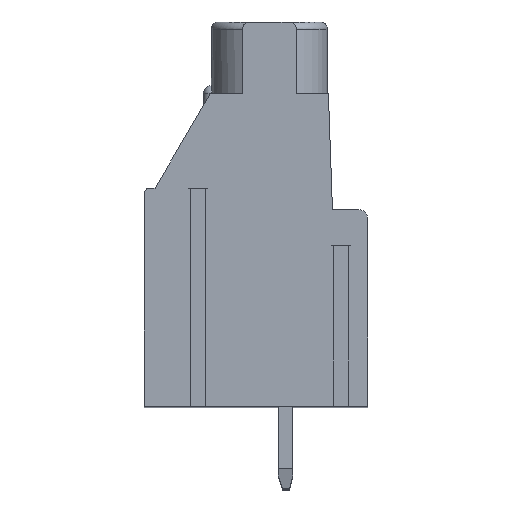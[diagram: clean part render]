
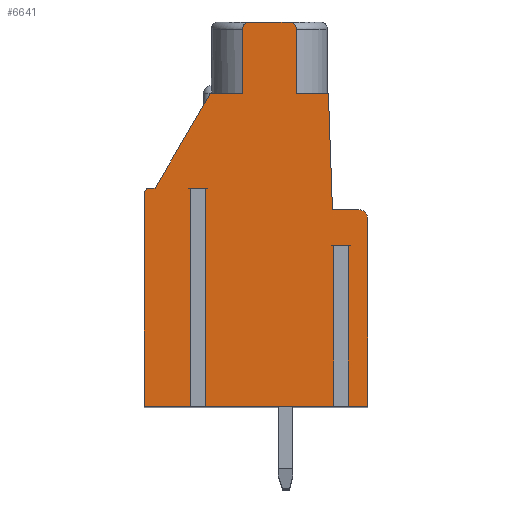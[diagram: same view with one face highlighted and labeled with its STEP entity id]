
A CAD part, top view. The second image highlights one B-rep face of the part: STEP entity #6641.
In plain terms, the highlighted planar face has unit normal (0, 0, 1).
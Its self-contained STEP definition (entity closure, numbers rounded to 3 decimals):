
#27=DIRECTION('',(-1.,0.,0.));
#28=VECTOR('',#27,0.82);
#29=CARTESIAN_POINT('',(-2.09,1.2,49.53));
#30=LINE('',#29,#28);
#31=DIRECTION('',(0.,1.,0.));
#32=VECTOR('',#31,12.2);
#33=CARTESIAN_POINT('',(-2.91,-11.,49.53));
#34=LINE('',#33,#32);
#35=DIRECTION('',(1.,0.,0.));
#36=VECTOR('',#35,2.59);
#37=CARTESIAN_POINT('',(-5.5,-11.,49.53));
#38=LINE('',#37,#36);
#39=DIRECTION('',(0.,-1.,0.));
#40=VECTOR('',#39,11.9);
#41=CARTESIAN_POINT('',(-5.5,0.9,49.53));
#42=LINE('',#41,#40);
#43=CARTESIAN_POINT('',(-5.2,0.9,49.53));
#44=DIRECTION('',(0.,0.,1.));
#45=DIRECTION('',(0.,1.,0.));
#46=AXIS2_PLACEMENT_3D('',#43,#44,#45);
#48=DIRECTION('',(-1.,0.,0.));
#49=VECTOR('',#48,0.3);
#50=CARTESIAN_POINT('',(-4.9,1.2,49.53));
#51=LINE('',#50,#49);
#52=DIRECTION('',(-0.505,-0.863,0.));
#53=VECTOR('',#52,6.14);
#54=CARTESIAN_POINT('',(-1.8,6.5,49.53));
#55=LINE('',#54,#53);
#56=DIRECTION('',(-1.,0.,0.));
#57=VECTOR('',#56,1.8);
#58=CARTESIAN_POINT('',(0.,6.5,49.53));
#59=LINE('',#58,#57);
#60=DIRECTION('',(0.,-1.,0.));
#61=VECTOR('',#60,3.6);
#62=CARTESIAN_POINT('',(0.,10.1,49.53));
#63=LINE('',#62,#61);
#64=CARTESIAN_POINT('',(0.4,10.1,49.53));
#65=DIRECTION('',(0.,0.,1.));
#66=DIRECTION('',(0.,1.,0.));
#67=AXIS2_PLACEMENT_3D('',#64,#65,#66);
#69=DIRECTION('',(-1.,0.,0.));
#70=VECTOR('',#69,2.2);
#71=CARTESIAN_POINT('',(2.6,10.5,49.53));
#72=LINE('',#71,#70);
#73=CARTESIAN_POINT('',(2.6,10.1,49.53));
#74=DIRECTION('',(0.,0.,1.));
#75=DIRECTION('',(1.,0.,0.));
#76=AXIS2_PLACEMENT_3D('',#73,#74,#75);
#78=DIRECTION('',(0.,1.,0.));
#79=VECTOR('',#78,3.6);
#80=CARTESIAN_POINT('',(3.,6.5,49.53));
#81=LINE('',#80,#79);
#82=DIRECTION('',(-1.,0.,0.));
#83=VECTOR('',#82,1.8);
#84=CARTESIAN_POINT('',(4.8,6.5,49.53));
#85=LINE('',#84,#83);
#86=DIRECTION('',(-0.035,0.999,0.));
#87=VECTOR('',#86,6.504);
#88=CARTESIAN_POINT('',(5.027,0.,49.53));
#89=LINE('',#88,#87);
#90=DIRECTION('',(-1.,0.,0.));
#91=VECTOR('',#90,1.473);
#92=CARTESIAN_POINT('',(6.5,0.,49.53));
#93=LINE('',#92,#91);
#94=CARTESIAN_POINT('',(6.5,-0.5,49.53));
#95=DIRECTION('',(0.,0.,1.));
#96=DIRECTION('',(1.,0.,0.));
#97=AXIS2_PLACEMENT_3D('',#94,#95,#96);
#99=DIRECTION('',(0.,1.,0.));
#100=VECTOR('',#99,10.5);
#101=CARTESIAN_POINT('',(7.,-11.,49.53));
#102=LINE('',#101,#100);
#103=DIRECTION('',(1.,0.,0.));
#104=VECTOR('',#103,1.09);
#105=CARTESIAN_POINT('',(5.91,-11.,49.53));
#106=LINE('',#105,#104);
#107=DIRECTION('',(0.,1.,0.));
#108=VECTOR('',#107,9.);
#109=CARTESIAN_POINT('',(5.91,-11.,49.53));
#110=LINE('',#109,#108);
#111=DIRECTION('',(-1.,0.,0.));
#112=VECTOR('',#111,0.82);
#113=CARTESIAN_POINT('',(5.91,-2.,49.53));
#114=LINE('',#113,#112);
#115=DIRECTION('',(0.,1.,0.));
#116=VECTOR('',#115,9.);
#117=CARTESIAN_POINT('',(5.09,-11.,49.53));
#118=LINE('',#117,#116);
#119=DIRECTION('',(1.,0.,0.));
#120=VECTOR('',#119,7.18);
#121=CARTESIAN_POINT('',(-2.09,-11.,49.53));
#122=LINE('',#121,#120);
#123=DIRECTION('',(0.,1.,0.));
#124=VECTOR('',#123,12.2);
#125=CARTESIAN_POINT('',(-2.09,-11.,49.53));
#126=LINE('',#125,#124);
#5233=CARTESIAN_POINT('',(7.,-11.,49.53));
#5234=CARTESIAN_POINT('',(7.,-0.5,49.53));
#5235=VERTEX_POINT('',#5233);
#5236=VERTEX_POINT('',#5234);
#5237=CARTESIAN_POINT('',(6.5,0.,49.53));
#5238=VERTEX_POINT('',#5237);
#5239=CARTESIAN_POINT('',(5.027,0.,49.53));
#5240=VERTEX_POINT('',#5239);
#5241=CARTESIAN_POINT('',(4.8,6.5,49.53));
#5242=VERTEX_POINT('',#5241);
#5243=CARTESIAN_POINT('',(3.,6.5,49.53));
#5244=VERTEX_POINT('',#5243);
#5245=CARTESIAN_POINT('',(3.,10.1,49.53));
#5246=VERTEX_POINT('',#5245);
#5247=CARTESIAN_POINT('',(2.6,10.5,49.53));
#5248=VERTEX_POINT('',#5247);
#5249=CARTESIAN_POINT('',(0.4,10.5,49.53));
#5250=VERTEX_POINT('',#5249);
#5251=CARTESIAN_POINT('',(0.,10.1,49.53));
#5252=VERTEX_POINT('',#5251);
#5253=CARTESIAN_POINT('',(0.,6.5,49.53));
#5254=VERTEX_POINT('',#5253);
#5255=CARTESIAN_POINT('',(-1.8,6.5,49.53));
#5256=VERTEX_POINT('',#5255);
#5257=CARTESIAN_POINT('',(-4.9,1.2,49.53));
#5258=VERTEX_POINT('',#5257);
#5259=CARTESIAN_POINT('',(-5.2,1.2,49.53));
#5260=VERTEX_POINT('',#5259);
#5261=CARTESIAN_POINT('',(-5.5,0.9,49.53));
#5262=VERTEX_POINT('',#5261);
#5263=CARTESIAN_POINT('',(-5.5,-11.,49.53));
#5264=VERTEX_POINT('',#5263);
#5385=CARTESIAN_POINT('',(5.91,-2.,49.53));
#5386=CARTESIAN_POINT('',(5.09,-2.,49.53));
#5387=VERTEX_POINT('',#5385);
#5388=VERTEX_POINT('',#5386);
#5389=CARTESIAN_POINT('',(5.09,-11.,49.53));
#5390=VERTEX_POINT('',#5389);
#5391=CARTESIAN_POINT('',(5.91,-11.,49.53));
#5392=VERTEX_POINT('',#5391);
#5409=CARTESIAN_POINT('',(-2.09,1.2,49.53));
#5410=CARTESIAN_POINT('',(-2.91,1.2,49.53));
#5411=VERTEX_POINT('',#5409);
#5412=VERTEX_POINT('',#5410);
#5413=CARTESIAN_POINT('',(-2.09,-11.,49.53));
#5414=VERTEX_POINT('',#5413);
#5415=CARTESIAN_POINT('',(-2.91,-11.,49.53));
#5416=VERTEX_POINT('',#5415);
#6586=CARTESIAN_POINT('',(0.,0.,49.53));
#6587=DIRECTION('',(0.,0.,1.));
#6588=DIRECTION('',(1.,0.,0.));
#6589=AXIS2_PLACEMENT_3D('',#6586,#6587,#6588);
#6590=PLANE('',#6589);
#6592=ORIENTED_EDGE('',*,*,#6591,.T.);
#6594=ORIENTED_EDGE('',*,*,#6593,.F.);
#6596=ORIENTED_EDGE('',*,*,#6595,.F.);
#6598=ORIENTED_EDGE('',*,*,#6597,.F.);
#6600=ORIENTED_EDGE('',*,*,#6599,.F.);
#6602=ORIENTED_EDGE('',*,*,#6601,.F.);
#6604=ORIENTED_EDGE('',*,*,#6603,.F.);
#6606=ORIENTED_EDGE('',*,*,#6605,.F.);
#6608=ORIENTED_EDGE('',*,*,#6607,.F.);
#6610=ORIENTED_EDGE('',*,*,#6609,.F.);
#6612=ORIENTED_EDGE('',*,*,#6611,.F.);
#6614=ORIENTED_EDGE('',*,*,#6613,.F.);
#6616=ORIENTED_EDGE('',*,*,#6615,.F.);
#6618=ORIENTED_EDGE('',*,*,#6617,.F.);
#6620=ORIENTED_EDGE('',*,*,#6619,.F.);
#6622=ORIENTED_EDGE('',*,*,#6621,.F.);
#6624=ORIENTED_EDGE('',*,*,#6623,.F.);
#6626=ORIENTED_EDGE('',*,*,#6625,.F.);
#6628=ORIENTED_EDGE('',*,*,#6627,.F.);
#6630=ORIENTED_EDGE('',*,*,#6629,.T.);
#6632=ORIENTED_EDGE('',*,*,#6631,.T.);
#6634=ORIENTED_EDGE('',*,*,#6633,.F.);
#6636=ORIENTED_EDGE('',*,*,#6635,.F.);
#6638=ORIENTED_EDGE('',*,*,#6637,.T.);
#6639=EDGE_LOOP('',(#6592,#6594,#6596,#6598,#6600,#6602,#6604,#6606,#6608,#6610,
#6612,#6614,#6616,#6618,#6620,#6622,#6624,#6626,#6628,#6630,#6632,#6634,#6636,
#6638));
#6640=FACE_OUTER_BOUND('',#6639,.F.);
#47=CIRCLE('',#46,0.3);
#68=CIRCLE('',#67,0.4);
#77=CIRCLE('',#76,0.4);
#98=CIRCLE('',#97,0.5);
#6591=EDGE_CURVE('',#5411,#5412,#30,.T.);
#6593=EDGE_CURVE('',#5416,#5412,#34,.T.);
#6595=EDGE_CURVE('',#5264,#5416,#38,.T.);
#6597=EDGE_CURVE('',#5262,#5264,#42,.T.);
#6599=EDGE_CURVE('',#5260,#5262,#47,.T.);
#6601=EDGE_CURVE('',#5258,#5260,#51,.T.);
#6603=EDGE_CURVE('',#5256,#5258,#55,.T.);
#6605=EDGE_CURVE('',#5254,#5256,#59,.T.);
#6607=EDGE_CURVE('',#5252,#5254,#63,.T.);
#6609=EDGE_CURVE('',#5250,#5252,#68,.T.);
#6611=EDGE_CURVE('',#5248,#5250,#72,.T.);
#6613=EDGE_CURVE('',#5246,#5248,#77,.T.);
#6615=EDGE_CURVE('',#5244,#5246,#81,.T.);
#6617=EDGE_CURVE('',#5242,#5244,#85,.T.);
#6619=EDGE_CURVE('',#5240,#5242,#89,.T.);
#6621=EDGE_CURVE('',#5238,#5240,#93,.T.);
#6623=EDGE_CURVE('',#5236,#5238,#98,.T.);
#6625=EDGE_CURVE('',#5235,#5236,#102,.T.);
#6627=EDGE_CURVE('',#5392,#5235,#106,.T.);
#6629=EDGE_CURVE('',#5392,#5387,#110,.T.);
#6631=EDGE_CURVE('',#5387,#5388,#114,.T.);
#6633=EDGE_CURVE('',#5390,#5388,#118,.T.);
#6635=EDGE_CURVE('',#5414,#5390,#122,.T.);
#6637=EDGE_CURVE('',#5414,#5411,#126,.T.);
#6641=ADVANCED_FACE('',(#6640),#6590,.T.);
